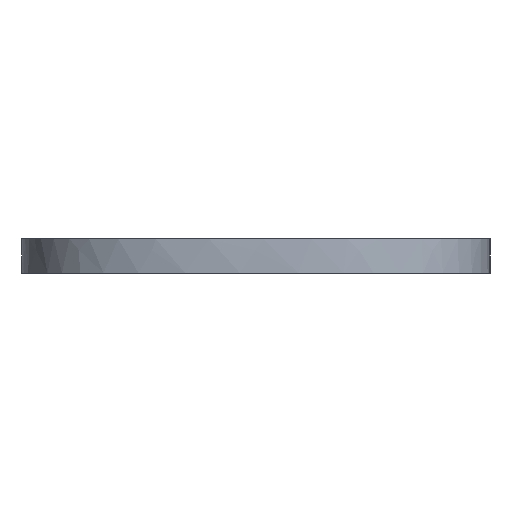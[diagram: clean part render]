
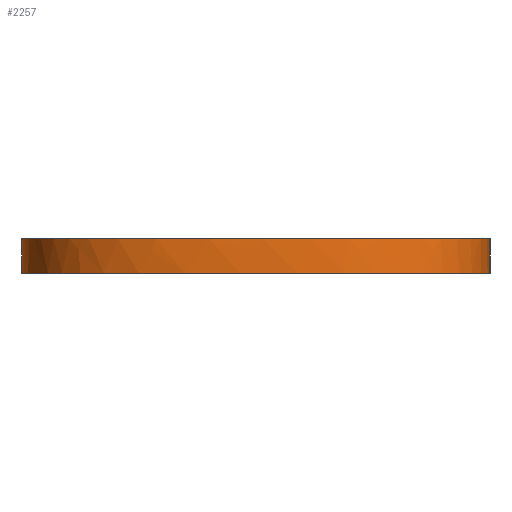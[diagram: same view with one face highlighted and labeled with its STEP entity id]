
A CAD part, left-side view. The second image highlights one B-rep face of the part: STEP entity #2257.
In plain terms, the highlighted free-form (B-spline) face has degree [3, 1] with [7, 3] control points.
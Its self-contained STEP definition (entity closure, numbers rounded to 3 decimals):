
#2145=CARTESIAN_POINT('',(-0.011,-17.417,-0.));
#2146=CARTESIAN_POINT('',(-0.011,-17.417,0.4));
#2147=CARTESIAN_POINT('',(-0.011,-17.417,0.6));
#2148=CARTESIAN_POINT('',(-1.84,-17.417,-0.));
#2149=CARTESIAN_POINT('',(-1.84,-17.417,0.4));
#2150=CARTESIAN_POINT('',(-1.84,-17.417,0.6));
#2151=CARTESIAN_POINT('',(-3.017,-16.092,-0.));
#2152=CARTESIAN_POINT('',(-3.017,-16.092,0.4));
#2153=CARTESIAN_POINT('',(-3.017,-16.092,0.6));
#2154=CARTESIAN_POINT('',(-3.017,-13.28,-0.));
#2155=CARTESIAN_POINT('',(-3.017,-13.28,0.4));
#2156=CARTESIAN_POINT('',(-3.017,-13.28,0.6));
#2157=CARTESIAN_POINT('',(-3.017,-10.48,-0.));
#2158=CARTESIAN_POINT('',(-3.017,-10.48,0.4));
#2159=CARTESIAN_POINT('',(-3.017,-10.48,0.6));
#2160=CARTESIAN_POINT('',(-1.863,-9.166,-0.));
#2161=CARTESIAN_POINT('',(-1.863,-9.166,0.4));
#2162=CARTESIAN_POINT('',(-1.863,-9.166,0.6));
#2163=CARTESIAN_POINT('',(-0.034,-9.166,-0.));
#2164=CARTESIAN_POINT('',(-0.034,-9.166,0.4));
#2165=CARTESIAN_POINT('',(-0.034,-9.166,0.6));
#2166=B_SPLINE_SURFACE_WITH_KNOTS('',3,1,((#2145,#2146,#2147),(#2148,#2149,#2150),(#2151,#2152,#2153),(#2154,#2155,#2156),(#2157,#2158,#2159),(#2160,#2161,#2162),(#2163,#2164,#2165)),.UNSPECIFIED.,.F.,.F.,.U.,(4,3,4),(2,1,2),(0.501,0.751,1.),(0.,1.,1.5),.UNSPECIFIED.);
#2167=CARTESIAN_POINT('',(-0.011,-17.417,0.6));
#2168=VERTEX_POINT('',#2167);
#2169=CARTESIAN_POINT('',(-0.034,-9.166,0.6));
#2170=VERTEX_POINT('',#2169);
#2171=CARTESIAN_POINT('',(-0.011,-17.417,0.6));
#2172=CARTESIAN_POINT('',(-0.253,-17.417,0.6));
#2173=CARTESIAN_POINT('',(-0.496,-17.394,0.6));
#2174=CARTESIAN_POINT('',(-0.73,-17.341,0.6));
#2175=CARTESIAN_POINT('',(-0.847,-17.315,0.6));
#2176=CARTESIAN_POINT('',(-0.962,-17.281,0.6));
#2177=CARTESIAN_POINT('',(-1.076,-17.239,0.6));
#2178=CARTESIAN_POINT('',(-1.189,-17.197,0.6));
#2179=CARTESIAN_POINT('',(-1.3,-17.147,0.6));
#2180=CARTESIAN_POINT('',(-1.405,-17.09,0.6));
#2181=CARTESIAN_POINT('',(-1.511,-17.033,0.6));
#2182=CARTESIAN_POINT('',(-1.611,-16.968,0.6));
#2183=CARTESIAN_POINT('',(-1.707,-16.896,0.6));
#2184=CARTESIAN_POINT('',(-1.803,-16.823,0.6));
#2185=CARTESIAN_POINT('',(-1.894,-16.743,0.6));
#2186=CARTESIAN_POINT('',(-1.979,-16.657,0.6));
#2187=CARTESIAN_POINT('',(-2.149,-16.485,0.6));
#2188=CARTESIAN_POINT('',(-2.292,-16.292,0.6));
#2189=CARTESIAN_POINT('',(-2.414,-16.082,0.6));
#2190=CARTESIAN_POINT('',(-2.535,-15.872,0.6));
#2191=CARTESIAN_POINT('',(-2.631,-15.652,0.6));
#2192=CARTESIAN_POINT('',(-2.709,-15.426,0.6));
#2193=CARTESIAN_POINT('',(-2.787,-15.2,0.6));
#2194=CARTESIAN_POINT('',(-2.847,-14.966,0.6));
#2195=CARTESIAN_POINT('',(-2.892,-14.729,0.6));
#2196=CARTESIAN_POINT('',(-2.983,-14.256,0.6));
#2197=CARTESIAN_POINT('',(-3.016,-13.777,0.6));
#2198=CARTESIAN_POINT('',(-3.017,-13.295,0.6));
#2199=CARTESIAN_POINT('',(-3.018,-12.813,0.6));
#2200=CARTESIAN_POINT('',(-2.985,-12.329,0.6));
#2201=CARTESIAN_POINT('',(-2.898,-11.859,0.6));
#2202=CARTESIAN_POINT('',(-2.855,-11.623,0.6));
#2203=CARTESIAN_POINT('',(-2.797,-11.391,0.6));
#2204=CARTESIAN_POINT('',(-2.721,-11.164,0.6));
#2205=CARTESIAN_POINT('',(-2.644,-10.936,0.6));
#2206=CARTESIAN_POINT('',(-2.548,-10.712,0.6));
#2207=CARTESIAN_POINT('',(-2.429,-10.503,0.6));
#2208=CARTESIAN_POINT('',(-2.37,-10.399,0.6));
#2209=CARTESIAN_POINT('',(-2.305,-10.298,0.6));
#2210=CARTESIAN_POINT('',(-2.233,-10.201,0.6));
#2211=CARTESIAN_POINT('',(-2.161,-10.104,0.6));
#2212=CARTESIAN_POINT('',(-2.082,-10.011,0.6));
#2213=CARTESIAN_POINT('',(-1.998,-9.925,0.6));
#2214=CARTESIAN_POINT('',(-1.83,-9.754,0.6));
#2215=CARTESIAN_POINT('',(-1.64,-9.609,0.6));
#2216=CARTESIAN_POINT('',(-1.426,-9.492,0.6));
#2217=CARTESIAN_POINT('',(-1.213,-9.376,0.6));
#2218=CARTESIAN_POINT('',(-0.987,-9.294,0.6));
#2219=CARTESIAN_POINT('',(-0.751,-9.241,0.6));
#2220=CARTESIAN_POINT('',(-0.633,-9.215,0.6));
#2221=CARTESIAN_POINT('',(-0.513,-9.196,0.6));
#2222=CARTESIAN_POINT('',(-0.393,-9.184,0.6));
#2223=CARTESIAN_POINT('',(-0.274,-9.171,0.6));
#2224=CARTESIAN_POINT('',(-0.154,-9.166,0.6));
#2225=CARTESIAN_POINT('',(-0.034,-9.166,0.6));
#2226=B_SPLINE_CURVE_WITH_KNOTS('',3,(#2171,#2172,#2173,#2174,#2175,#2176,#2177,#2178,#2179,#2180,#2181,#2182,#2183,#2184,#2185,#2186,#2187,#2188,#2189,#2190,#2191,#2192,#2193,#2194,#2195,#2196,
#2197,#2198,#2199,#2200,#2201,#2202,#2203,#2204,#2205,#2206,#2207,#2208,#2209,#2210,#2211,#2212,#2213,#2214,#2215,#2216,#2217,#2218,#2219,#2220,#2221,
#2222,#2223,#2224,#2225),.UNSPECIFIED.,.F.,.F.,(4,3,3,3,3,3,3,3,3,3,3,3,3,3,3,3,3,3,4),(0.002,0.003,0.003,0.004,0.004,0.005,0.005,0.006,0.007,0.008,0.01,0.01,0.011,0.011,0.012,0.013,0.013,0.014,0.014),.UNSPECIFIED.);
#2227=EDGE_CURVE('',#2168,#2170,#2226,.T.);
#2228=ORIENTED_EDGE('',*,*,#2227,.T.);
#2229=CARTESIAN_POINT('',(-0.034,-9.166,-0.));
#2230=VERTEX_POINT('',#2229);
#2231=CARTESIAN_POINT('',(-0.034,-9.166,-0.));
#2232=DIRECTION('',(0.,0.,1.));
#2233=VECTOR('',#2232,0.6);
#2234=LINE('',#2231,#2233);
#2235=EDGE_CURVE('',#2230,#2170,#2234,.T.);
#2236=ORIENTED_EDGE('',*,*,#2235,.F.);
#2237=CARTESIAN_POINT('',(-0.011,-17.417,-0.));
#2238=VERTEX_POINT('',#2237);
#2239=CARTESIAN_POINT('',(-0.011,-17.417,-0.));
#2240=CARTESIAN_POINT('',(-1.84,-17.417,-0.));
#2241=CARTESIAN_POINT('',(-3.017,-16.092,-0.));
#2242=CARTESIAN_POINT('',(-3.017,-13.28,-0.));
#2243=CARTESIAN_POINT('',(-3.017,-10.48,-0.));
#2244=CARTESIAN_POINT('',(-1.863,-9.166,-0.));
#2245=CARTESIAN_POINT('',(-0.034,-9.166,-0.));
#2246=B_SPLINE_CURVE_WITH_KNOTS('',3,(#2239,#2240,#2241,#2242,#2243,#2244,#2245),.UNSPECIFIED.,.F.,.F.,(4,3,4),(0.501,0.751,1.),.UNSPECIFIED.);
#2247=EDGE_CURVE('',#2238,#2230,#2246,.T.);
#2248=ORIENTED_EDGE('',*,*,#2247,.F.);
#2249=CARTESIAN_POINT('',(-0.011,-17.417,-0.));
#2250=DIRECTION('',(0.,0.,1.));
#2251=VECTOR('',#2250,0.6);
#2252=LINE('',#2249,#2251);
#2253=EDGE_CURVE('',#2238,#2168,#2252,.T.);
#2254=ORIENTED_EDGE('',*,*,#2253,.T.);
#2255=EDGE_LOOP('',(#2228,#2236,#2248,#2254));
#2256=FACE_BOUND('',#2255,.T.);
#2257=ADVANCED_FACE('',(#2256),#2166,.F.);
